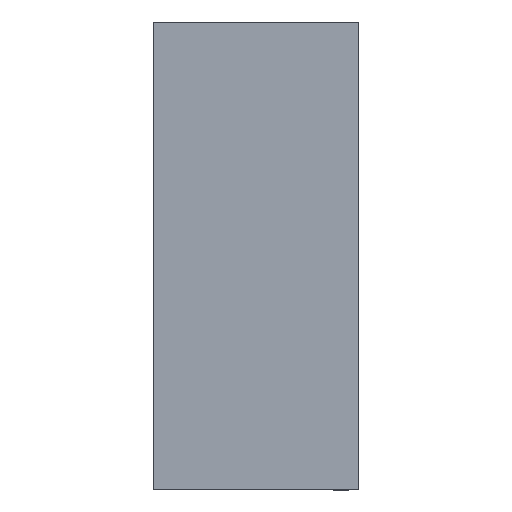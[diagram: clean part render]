
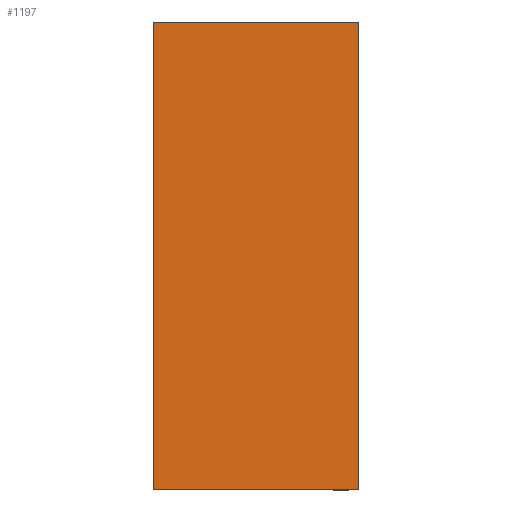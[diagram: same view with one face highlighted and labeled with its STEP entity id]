
A CAD part, left-side view. The second image highlights one B-rep face of the part: STEP entity #1197.
In plain terms, the highlighted planar face has unit normal (-1, 0, 0).
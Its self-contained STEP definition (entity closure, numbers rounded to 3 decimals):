
#132 = LINE ( 'NONE', #171, #1119 ) ;
#169 = DIRECTION ( 'NONE',  ( 0., 0., -1. ) ) ;
#171 = CARTESIAN_POINT ( 'NONE',  ( -1., 0., -0.625 ) ) ;
#237 = DIRECTION ( 'NONE',  ( 0., 0., -1. ) ) ;
#246 = CARTESIAN_POINT ( 'NONE',  ( -1., 0.55, 0.625 ) ) ;
#274 = VECTOR ( 'NONE', #519, 1000. ) ;
#287 = VERTEX_POINT ( 'NONE', #1210 ) ;
#329 = ORIENTED_EDGE ( 'NONE', *, *, #823, .F. ) ;
#383 = LINE ( 'NONE', #712, #274 ) ;
#384 = ORIENTED_EDGE ( 'NONE', *, *, #416, .T. ) ;
#404 = EDGE_LOOP ( 'NONE', ( #384, #632, #329, #889 ) ) ;
#416 = EDGE_CURVE ( 'NONE', #698, #287, #132, .T. ) ;
#445 = LINE ( 'NONE', #559, #801 ) ;
#481 = LINE ( 'NONE', #539, #739 ) ;
#519 = DIRECTION ( 'NONE',  ( 0., 0., -1. ) ) ;
#539 = CARTESIAN_POINT ( 'NONE',  ( -1., 0.55, 0.625 ) ) ;
#559 = CARTESIAN_POINT ( 'NONE',  ( -1., 0., 0.625 ) ) ;
#597 = CARTESIAN_POINT ( 'NONE',  ( -1., 0., 0.625 ) ) ;
#632 = ORIENTED_EDGE ( 'NONE', *, *, #1031, .F. ) ;
#648 = EDGE_CURVE ( 'NONE', #1053, #698, #481, .T. ) ;
#698 = VERTEX_POINT ( 'NONE', #1201 ) ;
#712 = CARTESIAN_POINT ( 'NONE',  ( -1., 0., 0.625 ) ) ;
#735 = DIRECTION ( 'NONE',  ( 0., -1., 0. ) ) ;
#739 = VECTOR ( 'NONE', #169, 1000. ) ;
#789 = PLANE ( 'NONE',  #854 ) ;
#797 = VERTEX_POINT ( 'NONE', #1220 ) ;
#801 = VECTOR ( 'NONE', #1025, 1000. ) ;
#823 = EDGE_CURVE ( 'NONE', #1053, #797, #445, .T. ) ;
#854 = AXIS2_PLACEMENT_3D ( 'NONE', #597, #1166, #237 ) ;
#889 = ORIENTED_EDGE ( 'NONE', *, *, #648, .T. ) ;
#1025 = DIRECTION ( 'NONE',  ( 0., -1., 0. ) ) ;
#1031 = EDGE_CURVE ( 'NONE', #797, #287, #383, .T. ) ;
#1053 = VERTEX_POINT ( 'NONE', #246 ) ;
#1074 = FACE_OUTER_BOUND ( 'NONE', #404, .T. ) ;
#1119 = VECTOR ( 'NONE', #735, 1000. ) ;
#1166 = DIRECTION ( 'NONE',  ( 1., 0., 0. ) ) ;
#1197 = ADVANCED_FACE ( 'NONE', ( #1074 ), #789, .F. ) ;
#1201 = CARTESIAN_POINT ( 'NONE',  ( -1., 0.55, -0.625 ) ) ;
#1210 = CARTESIAN_POINT ( 'NONE',  ( -1., 0., -0.625 ) ) ;
#1220 = CARTESIAN_POINT ( 'NONE',  ( -1., 0., 0.625 ) ) ;
